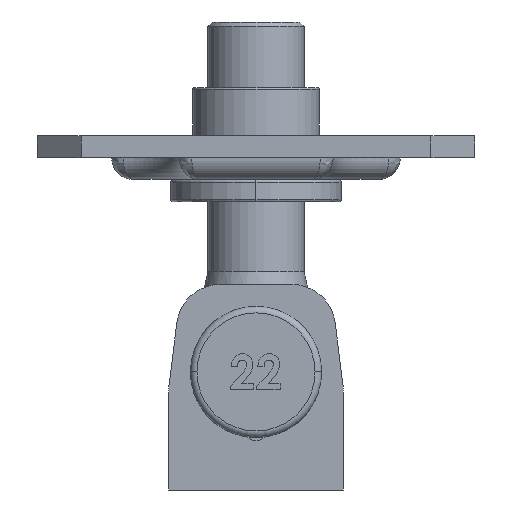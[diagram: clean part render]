
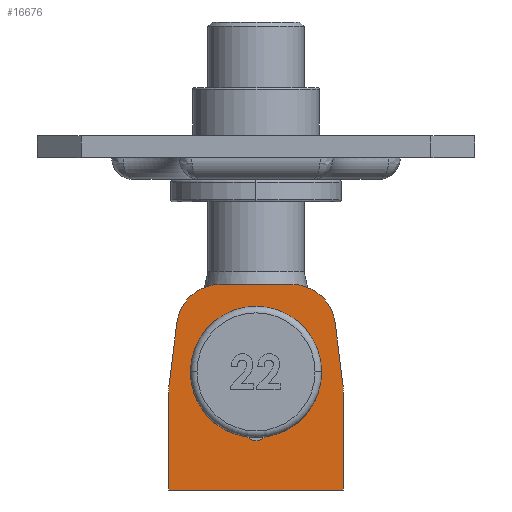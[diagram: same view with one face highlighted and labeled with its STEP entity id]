
A CAD part, front view. The second image highlights one B-rep face of the part: STEP entity #16676.
In plain terms, the highlighted planar face has unit normal (0, -1, 0).
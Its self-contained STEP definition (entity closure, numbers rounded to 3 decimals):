
#98 = LINE ( 'NONE', #6456, #16767 ) ;
#400 = CARTESIAN_POINT ( 'NONE',  ( 17., -4., 23.5 ) ) ;
#478 = DIRECTION ( 'NONE',  ( 0., 0., -1. ) ) ;
#518 = ORIENTED_EDGE ( 'NONE', *, *, #7476, .T. ) ;
#625 = CIRCLE ( 'NONE', #7955, 10. ) ;
#646 = CARTESIAN_POINT ( 'NONE',  ( 20., -4., -23.5 ) ) ;
#833 = AXIS2_PLACEMENT_3D ( 'NONE', #11376, #12753, #478 ) ;
#914 = VERTEX_POINT ( 'NONE', #1020 ) ;
#982 = VERTEX_POINT ( 'NONE', #7800 ) ;
#1020 = CARTESIAN_POINT ( 'NONE',  ( 19.923, -4., 0.118 ) ) ;
#1057 = DIRECTION ( 'NONE',  ( 0.124, 0., 0.992 ) ) ;
#1120 = CARTESIAN_POINT ( 'NONE',  ( -10., -4., -1.123 ) ) ;
#1300 = EDGE_CURVE ( 'NONE', #15204, #914, #2634, .T. ) ;
#1345 = LINE ( 'NONE', #16283, #1577 ) ;
#1397 = ORIENTED_EDGE ( 'NONE', *, *, #13620, .T. ) ;
#1496 = DIRECTION ( 'NONE',  ( 0., 1., 0. ) ) ;
#1577 = VECTOR ( 'NONE', #12286, 1000. ) ;
#1807 = ORIENTED_EDGE ( 'NONE', *, *, #9019, .F. ) ;
#2172 = CARTESIAN_POINT ( 'NONE',  ( -20., -4., -23.5 ) ) ;
#2381 = FACE_BOUND ( 'NONE', #15451, .T. ) ;
#2383 = ORIENTED_EDGE ( 'NONE', *, *, #9945, .T. ) ;
#2401 = CARTESIAN_POINT ( 'NONE',  ( -17., -4., 23.5 ) ) ;
#2425 = PLANE ( 'NONE',  #12434 ) ;
#2458 = DIRECTION ( 'NONE',  ( 0., 0., -1. ) ) ;
#2489 = DIRECTION ( 'NONE',  ( 0., -1., 0. ) ) ;
#2553 = DIRECTION ( 'NONE',  ( 0., 0., -1. ) ) ;
#2634 = CIRCLE ( 'NONE', #3151, 10. ) ;
#2742 = LINE ( 'NONE', #11827, #4412 ) ;
#2768 = ORIENTED_EDGE ( 'NONE', *, *, #12287, .T. ) ;
#2900 = VECTOR ( 'NONE', #3338, 1000. ) ;
#2955 = CARTESIAN_POINT ( 'NONE',  ( 0., -4., -12.2 ) ) ;
#3151 = AXIS2_PLACEMENT_3D ( 'NONE', #17351, #3941, #9441 ) ;
#3272 = DIRECTION ( 'NONE',  ( 1., 0., 0. ) ) ;
#3338 = DIRECTION ( 'NONE',  ( 0., 0., -1. ) ) ;
#3669 = CARTESIAN_POINT ( 'NONE',  ( -18.095, -4., 14.74 ) ) ;
#3705 = DIRECTION ( 'NONE',  ( 0., 0., 1. ) ) ;
#3919 = VECTOR ( 'NONE', #3272, 1000. ) ;
#3941 = DIRECTION ( 'NONE',  ( 0., -1., 0. ) ) ;
#3954 = VERTEX_POINT ( 'NONE', #10065 ) ;
#4198 = CARTESIAN_POINT ( 'NONE',  ( 20., -4., -23.5 ) ) ;
#4285 = ORIENTED_EDGE ( 'NONE', *, *, #16455, .T. ) ;
#4374 = VERTEX_POINT ( 'NONE', #13080 ) ;
#4407 = EDGE_CURVE ( 'NONE', #11204, #982, #11553, .T. ) ;
#4412 = VECTOR ( 'NONE', #17201, 1000. ) ;
#4457 = CIRCLE ( 'NONE', #4907, 10. ) ;
#4465 = VERTEX_POINT ( 'NONE', #4633 ) ;
#4633 = CARTESIAN_POINT ( 'NONE',  ( 8.172, -4., 23.5 ) ) ;
#4907 = AXIS2_PLACEMENT_3D ( 'NONE', #14096, #11216, #13959 ) ;
#5205 = CARTESIAN_POINT ( 'NONE',  ( 20., -4., -1.123 ) ) ;
#5384 = LINE ( 'NONE', #400, #3919 ) ;
#5787 = ORIENTED_EDGE ( 'NONE', *, *, #10761, .T. ) ;
#5801 = DIRECTION ( 'NONE',  ( 0., 0., 1. ) ) ;
#5829 = LINE ( 'NONE', #10441, #16143 ) ;
#5981 = EDGE_CURVE ( 'NONE', #15204, #14063, #7928, .T. ) ;
#6147 = FACE_OUTER_BOUND ( 'NONE', #13637, .T. ) ;
#6375 = AXIS2_PLACEMENT_3D ( 'NONE', #1120, #13221, #2458 ) ;
#6456 = CARTESIAN_POINT ( 'NONE',  ( 20., -4., -0.5 ) ) ;
#6552 = AXIS2_PLACEMENT_3D ( 'NONE', #8222, #16343, #8281 ) ;
#6621 = CIRCLE ( 'NONE', #11876, 10. ) ;
#7218 = VERTEX_POINT ( 'NONE', #12313 ) ;
#7476 = EDGE_CURVE ( 'NONE', #982, #4374, #5829, .T. ) ;
#7771 = CARTESIAN_POINT ( 'NONE',  ( 8.172, -4., 13.5 ) ) ;
#7800 = CARTESIAN_POINT ( 'NONE',  ( -2.9, -4., -9.3 ) ) ;
#7846 = ORIENTED_EDGE ( 'NONE', *, *, #1300, .T. ) ;
#7878 = DIRECTION ( 'NONE',  ( 0., -1., 0. ) ) ;
#7928 = LINE ( 'NONE', #646, #2900 ) ;
#7955 = AXIS2_PLACEMENT_3D ( 'NONE', #8484, #1496, #5801 ) ;
#8222 = CARTESIAN_POINT ( 'NONE',  ( 0., -4., -9.3 ) ) ;
#8281 = DIRECTION ( 'NONE',  ( 0., 0., -1. ) ) ;
#8376 = ORIENTED_EDGE ( 'NONE', *, *, #10838, .F. ) ;
#8436 = CIRCLE ( 'NONE', #833, 2.9 ) ;
#8484 = CARTESIAN_POINT ( 'NONE',  ( 0., -4., 3.5 ) ) ;
#8711 = CARTESIAN_POINT ( 'NONE',  ( -20., -4., -23.5 ) ) ;
#8751 = EDGE_CURVE ( 'NONE', #3954, #914, #98, .T. ) ;
#8790 = CARTESIAN_POINT ( 'NONE',  ( 2.9, -4., -9.3 ) ) ;
#8909 = CIRCLE ( 'NONE', #6375, 10. ) ;
#9019 = EDGE_CURVE ( 'NONE', #14409, #4465, #5384, .T. ) ;
#9155 = CARTESIAN_POINT ( 'NONE',  ( 0., -4., 0. ) ) ;
#9364 = VERTEX_POINT ( 'NONE', #2172 ) ;
#9392 = VERTEX_POINT ( 'NONE', #8790 ) ;
#9441 = DIRECTION ( 'NONE',  ( 0., 0., -1. ) ) ;
#9693 = ORIENTED_EDGE ( 'NONE', *, *, #5981, .F. ) ;
#9728 = EDGE_CURVE ( 'NONE', #3954, #4465, #6621, .T. ) ;
#9945 = EDGE_CURVE ( 'NONE', #7218, #9392, #1345, .T. ) ;
#10065 = CARTESIAN_POINT ( 'NONE',  ( 18.095, -4., 14.74 ) ) ;
#10136 = DIRECTION ( 'NONE',  ( -1., 0., 0. ) ) ;
#10382 = DIRECTION ( 'NONE',  ( 0.124, 0., -0.992 ) ) ;
#10441 = CARTESIAN_POINT ( 'NONE',  ( -2.9, -4., -6.07 ) ) ;
#10761 = EDGE_CURVE ( 'NONE', #13919, #16023, #8909, .T. ) ;
#10838 = EDGE_CURVE ( 'NONE', #13919, #14427, #17133, .T. ) ;
#11064 = ORIENTED_EDGE ( 'NONE', *, *, #4407, .T. ) ;
#11204 = VERTEX_POINT ( 'NONE', #2955 ) ;
#11216 = DIRECTION ( 'NONE',  ( 0., -1., 0. ) ) ;
#11306 = ORIENTED_EDGE ( 'NONE', *, *, #15089, .F. ) ;
#11376 = CARTESIAN_POINT ( 'NONE',  ( 0., -4., -9.3 ) ) ;
#11553 = CIRCLE ( 'NONE', #6552, 2.9 ) ;
#11827 = CARTESIAN_POINT ( 'NONE',  ( -20., -4., -0.5 ) ) ;
#11876 = AXIS2_PLACEMENT_3D ( 'NONE', #7771, #7878, #2553 ) ;
#12286 = DIRECTION ( 'NONE',  ( 0., 0., -1. ) ) ;
#12287 = EDGE_CURVE ( 'NONE', #9392, #11204, #8436, .T. ) ;
#12313 = CARTESIAN_POINT ( 'NONE',  ( 2.9, -4., -6.07 ) ) ;
#12371 = ORIENTED_EDGE ( 'NONE', *, *, #9728, .T. ) ;
#12434 = AXIS2_PLACEMENT_3D ( 'NONE', #9155, #2489, #17178 ) ;
#12488 = LINE ( 'NONE', #8711, #15678 ) ;
#12753 = DIRECTION ( 'NONE',  ( 0., 1., 0. ) ) ;
#13080 = CARTESIAN_POINT ( 'NONE',  ( -2.9, -4., -6.07 ) ) ;
#13159 = ORIENTED_EDGE ( 'NONE', *, *, #14261, .F. ) ;
#13221 = DIRECTION ( 'NONE',  ( 0., -1., 0. ) ) ;
#13620 = EDGE_CURVE ( 'NONE', #4374, #7218, #625, .T. ) ;
#13637 = EDGE_LOOP ( 'NONE', ( #8376, #5787, #13159, #11306, #9693, #7846, #13692, #12371, #1807, #4285 ) ) ;
#13692 = ORIENTED_EDGE ( 'NONE', *, *, #8751, .F. ) ;
#13919 = VERTEX_POINT ( 'NONE', #14586 ) ;
#13959 = DIRECTION ( 'NONE',  ( 0., 0., -1. ) ) ;
#14063 = VERTEX_POINT ( 'NONE', #4198 ) ;
#14096 = CARTESIAN_POINT ( 'NONE',  ( -8.172, -4., 13.5 ) ) ;
#14261 = EDGE_CURVE ( 'NONE', #9364, #16023, #2742, .T. ) ;
#14409 = VERTEX_POINT ( 'NONE', #14502 ) ;
#14427 = VERTEX_POINT ( 'NONE', #3669 ) ;
#14502 = CARTESIAN_POINT ( 'NONE',  ( -8.172, -4., 23.5 ) ) ;
#14586 = CARTESIAN_POINT ( 'NONE',  ( -19.923, -4., 0.118 ) ) ;
#15089 = EDGE_CURVE ( 'NONE', #14063, #9364, #12488, .T. ) ;
#15204 = VERTEX_POINT ( 'NONE', #5205 ) ;
#15451 = EDGE_LOOP ( 'NONE', ( #518, #1397, #2383, #2768, #11064 ) ) ;
#15672 = VECTOR ( 'NONE', #1057, 1000. ) ;
#15678 = VECTOR ( 'NONE', #10136, 1000. ) ;
#16023 = VERTEX_POINT ( 'NONE', #17166 ) ;
#16143 = VECTOR ( 'NONE', #3705, 1000. ) ;
#16283 = CARTESIAN_POINT ( 'NONE',  ( 2.9, -4., -9.3 ) ) ;
#16343 = DIRECTION ( 'NONE',  ( 0., 1., 0. ) ) ;
#16455 = EDGE_CURVE ( 'NONE', #14409, #14427, #4457, .T. ) ;
#16676 = ADVANCED_FACE ( 'NONE', ( #6147, #2381 ), #2425, .T. ) ;
#16767 = VECTOR ( 'NONE', #10382, 1000. ) ;
#17133 = LINE ( 'NONE', #2401, #15672 ) ;
#17166 = CARTESIAN_POINT ( 'NONE',  ( -20., -4., -1.123 ) ) ;
#17178 = DIRECTION ( 'NONE',  ( 0., 0., -1. ) ) ;
#17201 = DIRECTION ( 'NONE',  ( 0., 0., 1. ) ) ;
#17351 = CARTESIAN_POINT ( 'NONE',  ( 10., -4., -1.123 ) ) ;
